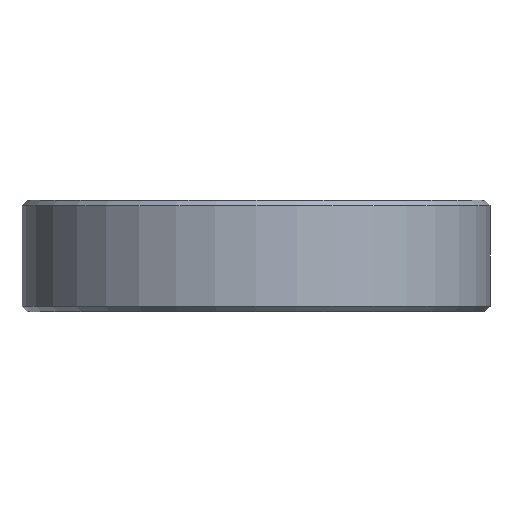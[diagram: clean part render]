
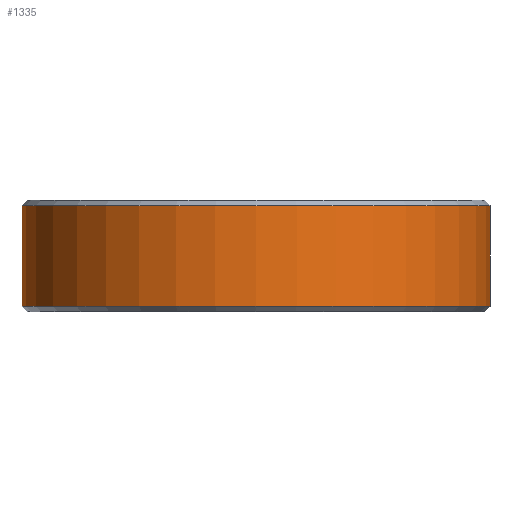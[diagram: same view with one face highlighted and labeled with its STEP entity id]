
A CAD part, front view. The second image highlights one B-rep face of the part: STEP entity #1335.
In plain terms, the highlighted cylindrical face has radius 65 mm (diameter 130 mm), a full revolution.
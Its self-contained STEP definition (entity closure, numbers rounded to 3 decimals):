
#18=LINE('',#3948,#28);
#28=VECTOR('',#1928,65.);
#64=CYLINDRICAL_SURFACE('',#1542,65.);
#293=FACE_OUTER_BOUND('',#417,.T.);
#417=EDGE_LOOP('',(#1201,#1202,#1203,#1204,#1205,#1206));
#528=CIRCLE('',#1543,65.);
#529=CIRCLE('',#1544,65.);
#530=CIRCLE('',#1545,65.);
#531=CIRCLE('',#1546,65.);
#665=VERTEX_POINT('',#3943);
#666=VERTEX_POINT('',#3944);
#667=VERTEX_POINT('',#3947);
#668=VERTEX_POINT('',#3949);
#847=EDGE_CURVE('',#665,#666,#528,.T.);
#848=EDGE_CURVE('',#666,#665,#529,.T.);
#849=EDGE_CURVE('',#666,#667,#18,.T.);
#850=EDGE_CURVE('',#667,#668,#530,.T.);
#851=EDGE_CURVE('',#668,#667,#531,.T.);
#1201=ORIENTED_EDGE('',*,*,#847,.F.);
#1202=ORIENTED_EDGE('',*,*,#848,.F.);
#1203=ORIENTED_EDGE('',*,*,#849,.T.);
#1204=ORIENTED_EDGE('',*,*,#850,.T.);
#1205=ORIENTED_EDGE('',*,*,#851,.T.);
#1206=ORIENTED_EDGE('',*,*,#849,.F.);
#1335=ADVANCED_FACE('',(#293),#64,.T.);
#1542=AXIS2_PLACEMENT_3D('',#3942,#1922,#1923);
#1543=AXIS2_PLACEMENT_3D('',#3945,#1924,#1925);
#1544=AXIS2_PLACEMENT_3D('',#3946,#1926,#1927);
#1545=AXIS2_PLACEMENT_3D('',#3950,#1929,#1930);
#1546=AXIS2_PLACEMENT_3D('',#3951,#1931,#1932);
#1922=DIRECTION('center_axis',(0.,0.,1.));
#1923=DIRECTION('ref_axis',(0.,-1.,0.));
#1924=DIRECTION('center_axis',(0.,0.,1.));
#1925=DIRECTION('ref_axis',(0.,-1.,0.));
#1926=DIRECTION('center_axis',(0.,0.,1.));
#1927=DIRECTION('ref_axis',(0.,-1.,0.));
#1928=DIRECTION('',(0.,0.,-1.));
#1929=DIRECTION('center_axis',(0.,0.,1.));
#1930=DIRECTION('ref_axis',(0.,-1.,0.));
#1931=DIRECTION('center_axis',(0.,0.,1.));
#1932=DIRECTION('ref_axis',(0.,-1.,0.));
#3942=CARTESIAN_POINT('Origin',(0.,0.,15.5));
#3943=CARTESIAN_POINT('',(0.,-65.,13.95));
#3944=CARTESIAN_POINT('',(0.,65.,13.95));
#3945=CARTESIAN_POINT('Origin',(0.,0.,13.95));
#3946=CARTESIAN_POINT('Origin',(0.,0.,13.95));
#3947=CARTESIAN_POINT('',(0.,65.,-13.95));
#3948=CARTESIAN_POINT('',(0.,65.,15.5));
#3949=CARTESIAN_POINT('',(0.,-65.,-13.95));
#3950=CARTESIAN_POINT('Origin',(0.,0.,-13.95));
#3951=CARTESIAN_POINT('Origin',(0.,0.,-13.95));
